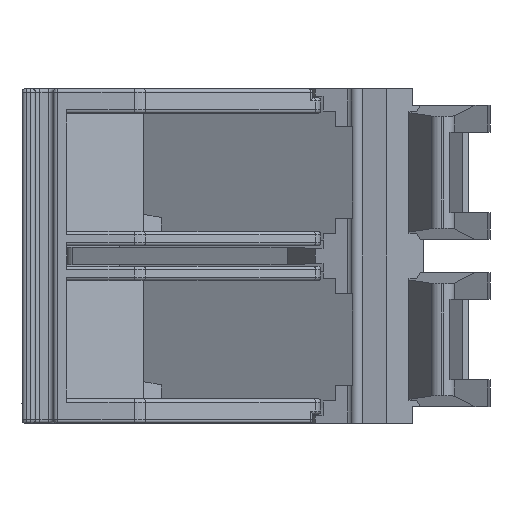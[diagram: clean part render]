
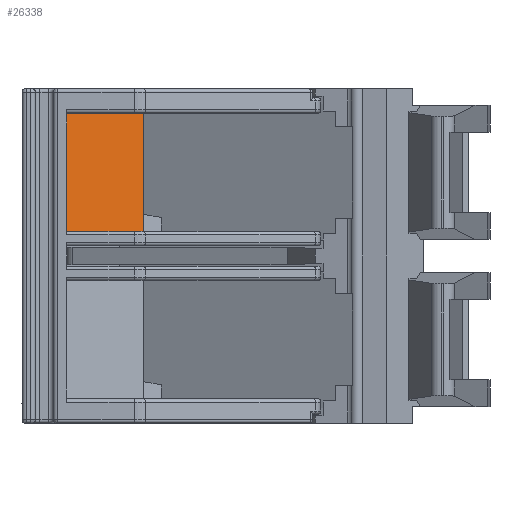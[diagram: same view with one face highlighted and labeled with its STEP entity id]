
A CAD part, front view. The second image highlights one B-rep face of the part: STEP entity #26338.
In plain terms, the highlighted planar face has unit normal (0.5, -0.866, 0).
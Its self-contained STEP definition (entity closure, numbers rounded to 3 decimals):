
#860=DIRECTION('',(-0.866,-0.5,0.));
#861=VECTOR('',#860,5.196);
#862=CARTESIAN_POINT('',(-3.85,-18.982,-2.65));
#863=LINE('',#862,#861);
#1166=DIRECTION('',(-0.866,-0.5,0.));
#1167=VECTOR('',#1166,5.196);
#1168=CARTESIAN_POINT('',(-3.85,-18.982,2.65));
#1169=LINE('',#1168,#1167);
#1329=DIRECTION('',(0.,0.,-1.));
#1330=VECTOR('',#1329,5.3);
#1331=CARTESIAN_POINT('',(-8.35,-21.58,2.65));
#1332=LINE('',#1331,#1330);
#1333=DIRECTION('',(0.,0.,1.));
#1334=VECTOR('',#1333,5.3);
#1335=CARTESIAN_POINT('',(-3.85,-18.982,-2.65));
#1336=LINE('',#1335,#1334);
#23691=CARTESIAN_POINT('',(-3.85,-18.982,-2.65));
#23692=CARTESIAN_POINT('',(-3.85,-18.982,2.65));
#23693=VERTEX_POINT('',#23691);
#23694=VERTEX_POINT('',#23692);
#23695=CARTESIAN_POINT('',(-8.35,-21.58,-2.65));
#23697=VERTEX_POINT('',#23695);
#23701=CARTESIAN_POINT('',(-8.35,-21.58,2.65));
#23702=VERTEX_POINT('',#23701);
#26326=CARTESIAN_POINT('',(-3.85,-18.982,-2.65));
#26327=DIRECTION('',(-0.5,0.866,0.));
#26328=DIRECTION('',(-0.866,-0.5,0.));
#26329=AXIS2_PLACEMENT_3D('',#26326,#26327,#26328);
#26330=PLANE('',#26329);
#26332=ORIENTED_EDGE('',*,*,#26331,.F.);
#26333=ORIENTED_EDGE('',*,*,#26137,.F.);
#26334=ORIENTED_EDGE('',*,*,#26289,.F.);
#26335=ORIENTED_EDGE('',*,*,#25859,.T.);
#26336=EDGE_LOOP('',(#26332,#26333,#26334,#26335));
#26337=FACE_OUTER_BOUND('',#26336,.F.);
#26338=ADVANCED_FACE('',(#26337),#26330,.F.);
#25859=EDGE_CURVE('',#23693,#23697,#863,.T.);
#26137=EDGE_CURVE('',#23694,#23702,#1169,.T.);
#26289=EDGE_CURVE('',#23693,#23694,#1336,.T.);
#26331=EDGE_CURVE('',#23702,#23697,#1332,.T.);
